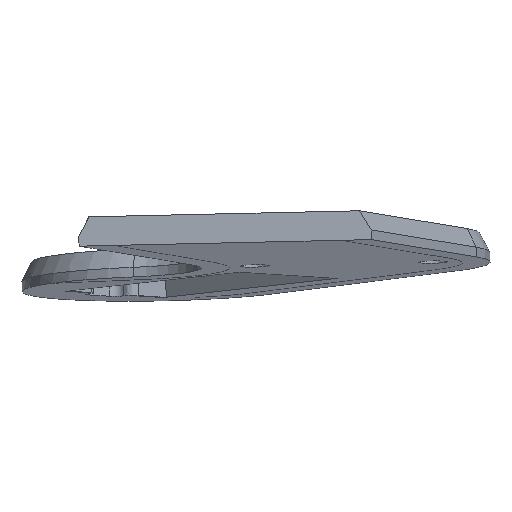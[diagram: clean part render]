
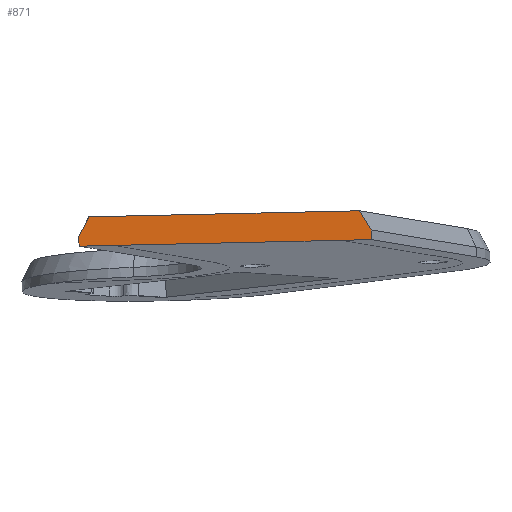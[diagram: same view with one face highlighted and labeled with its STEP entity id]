
A CAD part, front view. The second image highlights one B-rep face of the part: STEP entity #871.
In plain terms, the highlighted planar face has unit normal (0, -1, 0).
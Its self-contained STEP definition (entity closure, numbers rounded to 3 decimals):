
#61=FACE_OUTER_BOUND('',#111,.T.);
#111=EDGE_LOOP('',(#577,#578,#579,#580,#581,#582,#583,#584,#585,#586));
#167=B_SPLINE_CURVE_WITH_KNOTS('',3,(#1161,#1162,#1163,#1164,#1165,#1166),
 .UNSPECIFIED.,.F.,.F.,(4,2,4),(0.,0.,
0.),.UNSPECIFIED.);
#168=B_SPLINE_CURVE_WITH_KNOTS('',3,(#1176,#1177,#1178,#1179,#1180,#1181,
#1182,#1183,#1184,#1185,#1186,#1187,#1188),.UNSPECIFIED.,.F.,.F.,(4,3,3,
3,4),(-0.226,-0.169,-0.114,-0.112,
0.),.UNSPECIFIED.);
#213=LINE('',#1157,#285);
#214=LINE('',#1159,#286);
#215=LINE('',#1168,#287);
#216=LINE('',#1170,#288);
#217=LINE('',#1172,#289);
#218=LINE('',#1174,#290);
#219=LINE('',#1190,#291);
#220=LINE('',#1191,#292);
#285=VECTOR('',#987,10.);
#286=VECTOR('',#988,10.);
#287=VECTOR('',#989,10.);
#288=VECTOR('',#990,10.);
#289=VECTOR('',#991,10.);
#290=VECTOR('',#992,10.);
#291=VECTOR('',#993,10.);
#292=VECTOR('',#994,10.);
#357=VERTEX_POINT('',#1155);
#358=VERTEX_POINT('',#1156);
#359=VERTEX_POINT('',#1158);
#360=VERTEX_POINT('',#1160);
#361=VERTEX_POINT('',#1167);
#362=VERTEX_POINT('',#1169);
#363=VERTEX_POINT('',#1171);
#364=VERTEX_POINT('',#1173);
#365=VERTEX_POINT('',#1175);
#366=VERTEX_POINT('',#1189);
#443=EDGE_CURVE('',#357,#358,#213,.T.);
#444=EDGE_CURVE('',#359,#357,#214,.T.);
#445=EDGE_CURVE('',#360,#359,#167,.T.);
#446=EDGE_CURVE('',#361,#360,#215,.T.);
#447=EDGE_CURVE('',#362,#361,#216,.T.);
#448=EDGE_CURVE('',#363,#362,#217,.T.);
#449=EDGE_CURVE('',#364,#363,#218,.T.);
#450=EDGE_CURVE('',#365,#364,#168,.T.);
#451=EDGE_CURVE('',#366,#365,#219,.T.);
#452=EDGE_CURVE('',#358,#366,#220,.T.);
#577=ORIENTED_EDGE('',*,*,#443,.F.);
#578=ORIENTED_EDGE('',*,*,#444,.F.);
#579=ORIENTED_EDGE('',*,*,#445,.F.);
#580=ORIENTED_EDGE('',*,*,#446,.F.);
#581=ORIENTED_EDGE('',*,*,#447,.F.);
#582=ORIENTED_EDGE('',*,*,#448,.F.);
#583=ORIENTED_EDGE('',*,*,#449,.F.);
#584=ORIENTED_EDGE('',*,*,#450,.F.);
#585=ORIENTED_EDGE('',*,*,#451,.F.);
#586=ORIENTED_EDGE('',*,*,#452,.F.);
#845=PLANE('',#935);
#871=ADVANCED_FACE('',(#61),#845,.T.);
#935=AXIS2_PLACEMENT_3D('',#1154,#985,#986);
#985=DIRECTION('center_axis',(0.,-1.,0.));
#986=DIRECTION('ref_axis',(0.,0.,1.));
#987=DIRECTION('',(-0.062,0.,0.998));
#988=DIRECTION('',(-1.,0.,-0.022));
#989=DIRECTION('',(-1.,0.,-0.022));
#990=DIRECTION('',(0.063,0.,-0.998));
#991=DIRECTION('',(0.527,0.,-0.85));
#992=DIRECTION('',(1.,0.,0.022));
#993=DIRECTION('',(-0.022,0.,1.));
#994=DIRECTION('',(-1.,0.,-0.022));
#1154=CARTESIAN_POINT('Origin',(37.5,152.474,115.));
#1155=CARTESIAN_POINT('',(23.925,152.474,113.4));
#1156=CARTESIAN_POINT('',(23.924,152.474,113.401));
#1157=CARTESIAN_POINT('',(23.818,152.474,115.129));
#1158=CARTESIAN_POINT('',(47.367,152.474,113.924));
#1159=CARTESIAN_POINT('',(38.199,152.474,113.719));
#1160=CARTESIAN_POINT('',(47.367,152.474,113.926));
#1161=CARTESIAN_POINT('Ctrl Pts',(47.367,152.474,113.926));
#1162=CARTESIAN_POINT('Ctrl Pts',(47.367,152.474,113.925));
#1163=CARTESIAN_POINT('Ctrl Pts',(47.367,152.474,113.925));
#1164=CARTESIAN_POINT('Ctrl Pts',(47.367,152.474,113.925));
#1165=CARTESIAN_POINT('Ctrl Pts',(47.367,152.474,113.925));
#1166=CARTESIAN_POINT('Ctrl Pts',(47.367,152.474,113.924));
#1167=CARTESIAN_POINT('',(50.524,152.474,113.996));
#1168=CARTESIAN_POINT('',(38.062,152.474,113.717));
#1169=CARTESIAN_POINT('',(50.461,152.474,114.998));
#1170=CARTESIAN_POINT('',(50.476,152.474,114.772));
#1171=CARTESIAN_POINT('',(49.233,152.474,116.978));
#1172=CARTESIAN_POINT('',(49.438,152.474,116.648));
#1173=CARTESIAN_POINT('',(21.262,152.474,116.352));
#1174=CARTESIAN_POINT('',(48.15,152.474,116.954));
#1175=CARTESIAN_POINT('',(20.234,152.474,114.321));
#1176=CARTESIAN_POINT('Ctrl Pts',(20.234,152.474,114.321));
#1177=CARTESIAN_POINT('Ctrl Pts',(20.32,152.474,114.492));
#1178=CARTESIAN_POINT('Ctrl Pts',(20.407,152.474,114.663));
#1179=CARTESIAN_POINT('Ctrl Pts',(20.493,152.474,114.833));
#1180=CARTESIAN_POINT('Ctrl Pts',(20.577,152.474,114.999));
#1181=CARTESIAN_POINT('Ctrl Pts',(20.661,152.474,115.164));
#1182=CARTESIAN_POINT('Ctrl Pts',(20.745,152.474,115.33));
#1183=CARTESIAN_POINT('Ctrl Pts',(20.747,152.474,115.335));
#1184=CARTESIAN_POINT('Ctrl Pts',(20.75,152.474,115.34));
#1185=CARTESIAN_POINT('Ctrl Pts',(20.753,152.474,115.345));
#1186=CARTESIAN_POINT('Ctrl Pts',(20.923,152.474,115.681));
#1187=CARTESIAN_POINT('Ctrl Pts',(21.094,152.474,116.019));
#1188=CARTESIAN_POINT('Ctrl Pts',(21.262,152.474,116.352));
#1189=CARTESIAN_POINT('',(20.256,152.474,113.319));
#1190=CARTESIAN_POINT('',(20.231,152.474,114.463));
#1191=CARTESIAN_POINT('',(38.062,152.474,113.717));
